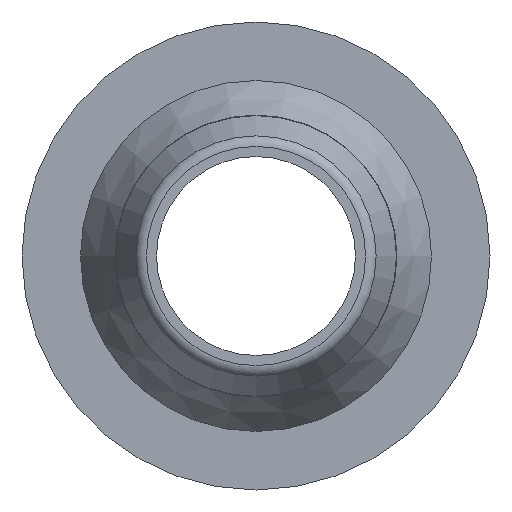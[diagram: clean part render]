
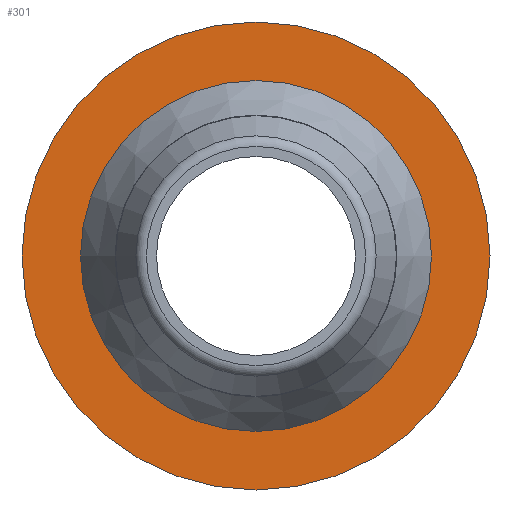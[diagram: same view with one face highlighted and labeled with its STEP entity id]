
A CAD part, front view. The second image highlights one B-rep face of the part: STEP entity #301.
In plain terms, the highlighted planar face has unit normal (0, -1, 0).
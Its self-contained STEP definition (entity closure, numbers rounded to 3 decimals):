
#33=PLANE('',#344);
#41=ORIENTED_EDGE('',*,*,#97,.T.);
#42=ORIENTED_EDGE('',*,*,#95,.F.);
#95=EDGE_CURVE('',#123,#123,#151,.T.);
#97=EDGE_CURVE('',#125,#125,#153,.T.);
#123=VERTEX_POINT('',#514);
#125=VERTEX_POINT('',#519);
#151=CIRCLE('',#342,4.);
#153=CIRCLE('',#345,2.75);
#181=EDGE_LOOP('',(#41));
#182=EDGE_LOOP('',(#42));
#237=FACE_BOUND('',#181,.T.);
#238=FACE_BOUND('',#182,.T.);
#301=ADVANCED_FACE('',(#237,#238),#33,.T.);
#342=AXIS2_PLACEMENT_3D('',#513,#401,#402);
#344=AXIS2_PLACEMENT_3D('',#517,#405,#406);
#345=AXIS2_PLACEMENT_3D('',#518,#407,#408);
#401=DIRECTION('',(0.,1.,0.));
#402=DIRECTION('',(-1.,0.,0.));
#405=DIRECTION('',(0.,-1.,0.));
#406=DIRECTION('',(1.,0.,0.));
#407=DIRECTION('',(0.,1.,0.));
#408=DIRECTION('',(-1.,0.,0.));
#513=CARTESIAN_POINT('',(0.,14.7,0.));
#514=CARTESIAN_POINT('',(-4.,14.7,0.));
#517=CARTESIAN_POINT('',(-4.,14.7,0.));
#518=CARTESIAN_POINT('',(0.,14.7,0.));
#519=CARTESIAN_POINT('',(-2.75,14.7,0.));
